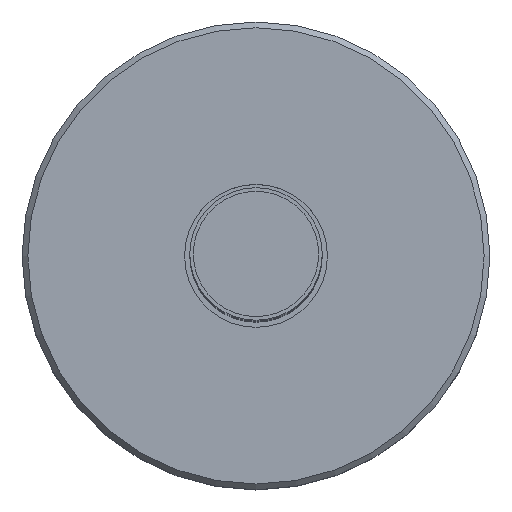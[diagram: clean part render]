
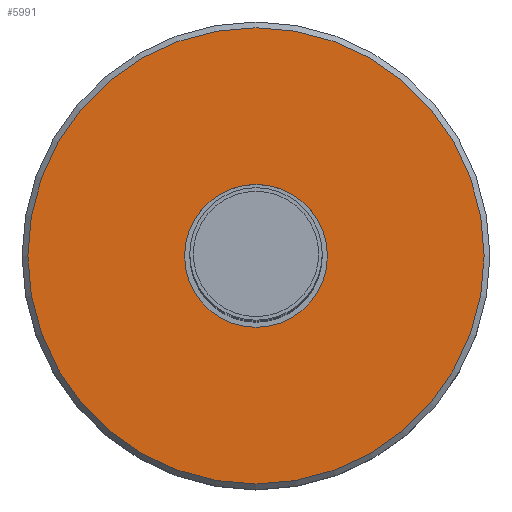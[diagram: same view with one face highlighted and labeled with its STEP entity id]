
A CAD part, top view. The second image highlights one B-rep face of the part: STEP entity #5991.
In plain terms, the highlighted planar face has unit normal (0, 0, 1).
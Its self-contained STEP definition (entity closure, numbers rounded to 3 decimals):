
#207 = CONICAL_SURFACE('',#208,20.3,0.785);
#208 = AXIS2_PLACEMENT_3D('',#209,#210,#211);
#209 = CARTESIAN_POINT('',(0.,0.,3.2));
#210 = DIRECTION('',(-0.,-0.,-1.));
#211 = DIRECTION('',(1.,0.,0.));
#304 = VERTEX_POINT('',#305);
#305 = CARTESIAN_POINT('',(19.8,0.,3.7));
#326 = EDGE_CURVE('',#304,#304,#327,.T.);
#327 = SURFACE_CURVE('',#328,(#333,#340),.PCURVE_S1.);
#328 = CIRCLE('',#329,19.8);
#329 = AXIS2_PLACEMENT_3D('',#330,#331,#332);
#330 = CARTESIAN_POINT('',(0.,0.,3.7));
#331 = DIRECTION('',(0.,0.,1.));
#332 = DIRECTION('',(1.,0.,-0.));
#333 = PCURVE('',#207,#334);
#334 = DEFINITIONAL_REPRESENTATION('',(#335),#339);
#335 = LINE('',#336,#337);
#336 = CARTESIAN_POINT('',(-0.,-0.5));
#337 = VECTOR('',#338,1.);
#338 = DIRECTION('',(-1.,-0.));
#339 = ( GEOMETRIC_REPRESENTATION_CONTEXT(2) 
PARAMETRIC_REPRESENTATION_CONTEXT() REPRESENTATION_CONTEXT('2D SPACE',''
  ) );
#340 = PCURVE('',#341,#346);
#341 = PLANE('',#342);
#342 = AXIS2_PLACEMENT_3D('',#343,#344,#345);
#343 = CARTESIAN_POINT('',(0.,0.,3.7));
#344 = DIRECTION('',(0.,0.,1.));
#345 = DIRECTION('',(1.,0.,0.));
#346 = DEFINITIONAL_REPRESENTATION('',(#347),#351);
#347 = CIRCLE('',#348,19.8);
#348 = AXIS2_PLACEMENT_2D('',#349,#350);
#349 = CARTESIAN_POINT('',(0.,0.));
#350 = DIRECTION('',(1.,0.));
#351 = ( GEOMETRIC_REPRESENTATION_CONTEXT(2) 
PARAMETRIC_REPRESENTATION_CONTEXT() REPRESENTATION_CONTEXT('2D SPACE',''
  ) );
#1780 = CYLINDRICAL_SURFACE('',#1781,6.2);
#1781 = AXIS2_PLACEMENT_3D('',#1782,#1783,#1784);
#1782 = CARTESIAN_POINT('',(0.,0.,3.7)
  );
#1783 = DIRECTION('',(0.,0.,-1.));
#1784 = DIRECTION('',(-1.,0.,0.));
#5991 = ADVANCED_FACE('',(#5992,#5995),#341,.T.);
#5992 = FACE_BOUND('',#5993,.T.);
#5993 = EDGE_LOOP('',(#5994));
#5994 = ORIENTED_EDGE('',*,*,#326,.T.);
#5995 = FACE_BOUND('',#5996,.T.);
#5996 = EDGE_LOOP('',(#5997));
#5997 = ORIENTED_EDGE('',*,*,#5998,.T.);
#5998 = EDGE_CURVE('',#5999,#5999,#6001,.T.);
#5999 = VERTEX_POINT('',#6000);
#6000 = CARTESIAN_POINT('',(-6.2,0.,3.7));
#6001 = SURFACE_CURVE('',#6002,(#6007,#6018),.PCURVE_S1.);
#6002 = CIRCLE('',#6003,6.2);
#6003 = AXIS2_PLACEMENT_3D('',#6004,#6005,#6006);
#6004 = CARTESIAN_POINT('',(0.,0.,3.7)
  );
#6005 = DIRECTION('',(0.,0.,-1.));
#6006 = DIRECTION('',(-1.,0.,0.));
#6007 = PCURVE('',#341,#6008);
#6008 = DEFINITIONAL_REPRESENTATION('',(#6009),#6017);
#6009 = ( BOUNDED_CURVE() B_SPLINE_CURVE(2,(#6010,#6011,#6012,#6013,
#6014,#6015,#6016),.UNSPECIFIED.,.T.,.F.) B_SPLINE_CURVE_WITH_KNOTS((1,2
    ,2,2,2,1),(-2.094,0.,2.094,4.189,
6.283,8.378),.UNSPECIFIED.) CURVE() 
GEOMETRIC_REPRESENTATION_ITEM() RATIONAL_B_SPLINE_CURVE((1.,0.5,1.,0.5,
1.,0.5,1.)) REPRESENTATION_ITEM('') );
#6010 = CARTESIAN_POINT('',(-6.2,0.));
#6011 = CARTESIAN_POINT('',(-6.2,10.739));
#6012 = CARTESIAN_POINT('',(3.1,5.369));
#6013 = CARTESIAN_POINT('',(12.4,0.));
#6014 = CARTESIAN_POINT('',(3.1,-5.369));
#6015 = CARTESIAN_POINT('',(-6.2,-10.739));
#6016 = CARTESIAN_POINT('',(-6.2,0.));
#6017 = ( GEOMETRIC_REPRESENTATION_CONTEXT(2) 
PARAMETRIC_REPRESENTATION_CONTEXT() REPRESENTATION_CONTEXT('2D SPACE',''
  ) );
#6018 = PCURVE('',#1780,#6019);
#6019 = DEFINITIONAL_REPRESENTATION('',(#6020),#6024);
#6020 = LINE('',#6021,#6022);
#6021 = CARTESIAN_POINT('',(0.,0.));
#6022 = VECTOR('',#6023,1.);
#6023 = DIRECTION('',(1.,0.));
#6024 = ( GEOMETRIC_REPRESENTATION_CONTEXT(2) 
PARAMETRIC_REPRESENTATION_CONTEXT() REPRESENTATION_CONTEXT('2D SPACE',''
  ) );
